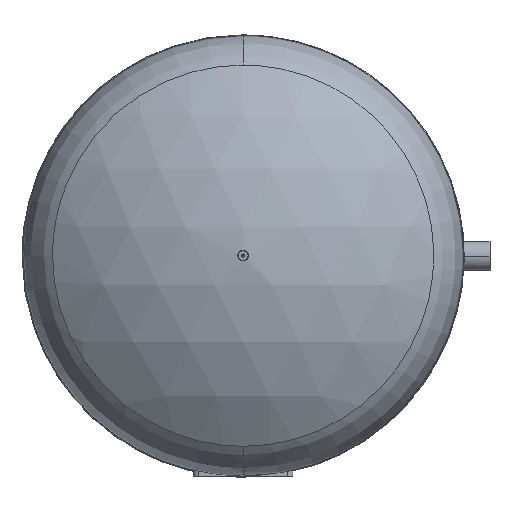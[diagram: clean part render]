
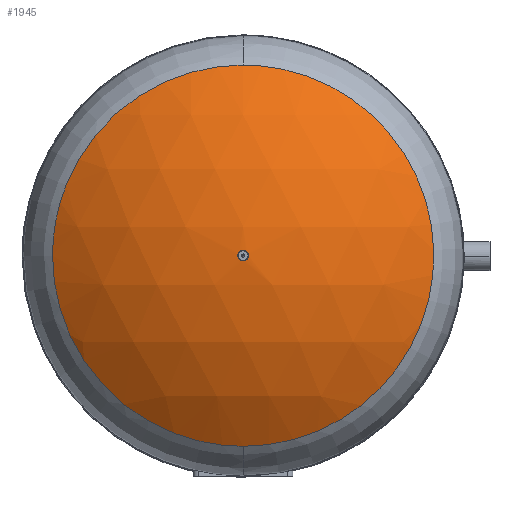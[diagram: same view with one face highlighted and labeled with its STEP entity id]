
A CAD part, top view. The second image highlights one B-rep face of the part: STEP entity #1945.
In plain terms, the highlighted spherical face has radius 302 mm.
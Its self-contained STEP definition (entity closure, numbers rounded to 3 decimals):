
#1567=CARTESIAN_POINT('Vertex',(0.,-4.998,458.959)) ;
#1583=CARTESIAN_POINT('Vertex',(0.,4.998,458.959)) ;
#1587=CARTESIAN_POINT('Control Point',(0.,4.998,458.959)) ;
#1588=CARTESIAN_POINT('Control Point',(-0.881,4.998,458.959)) ;
#1589=CARTESIAN_POINT('Control Point',(-1.762,4.804,458.959)) ;
#1590=CARTESIAN_POINT('Control Point',(-2.586,4.416,458.959)) ;
#1591=CARTESIAN_POINT('Control Point',(-4.006,3.303,458.959)) ;
#1592=CARTESIAN_POINT('Control Point',(-4.828,1.696,458.959)) ;
#1593=CARTESIAN_POINT('Control Point',(-5.052,0.813,458.959)) ;
#1594=CARTESIAN_POINT('Control Point',(-5.11,-1.5,458.959)) ;
#1595=CARTESIAN_POINT('Control Point',(-3.914,-3.569,458.959)) ;
#1596=CARTESIAN_POINT('Control Point',(-2.756,-4.523,458.959)) ;
#1597=CARTESIAN_POINT('Control Point',(-1.378,-4.998,458.959)) ;
#1598=CARTESIAN_POINT('Control Point',(0.,-4.998,458.959)) ;
#1622=CARTESIAN_POINT('Control Point',(0.,-4.998,458.959)) ;
#1623=CARTESIAN_POINT('Control Point',(0.881,-4.998,458.959)) ;
#1624=CARTESIAN_POINT('Control Point',(1.762,-4.804,458.959)) ;
#1625=CARTESIAN_POINT('Control Point',(2.586,-4.416,458.959)) ;
#1626=CARTESIAN_POINT('Control Point',(4.006,-3.303,458.959)) ;
#1627=CARTESIAN_POINT('Control Point',(4.828,-1.696,458.959)) ;
#1628=CARTESIAN_POINT('Control Point',(5.052,-0.813,458.959)) ;
#1629=CARTESIAN_POINT('Control Point',(5.11,1.5,458.959)) ;
#1630=CARTESIAN_POINT('Control Point',(3.914,3.569,458.959)) ;
#1631=CARTESIAN_POINT('Control Point',(2.756,4.523,458.959)) ;
#1632=CARTESIAN_POINT('Control Point',(1.378,4.998,458.959)) ;
#1633=CARTESIAN_POINT('Control Point',(0.,4.998,458.959)) ;
#1825=CARTESIAN_POINT('Vertex',(0.,-177.233,401.525)) ;
#1852=CARTESIAN_POINT('Vertex',(0.,177.233,401.525)) ;
#1856=CARTESIAN_POINT('Control Point',(0.,-177.233,401.525)) ;
#1857=CARTESIAN_POINT('Control Point',(27.84,-177.233,401.525)) ;
#1858=CARTESIAN_POINT('Control Point',(55.679,-171.767,401.525)) ;
#1859=CARTESIAN_POINT('Control Point',(82.086,-160.829,401.525)) ;
#1860=CARTESIAN_POINT('Control Point',(129.188,-129.188,401.525)) ;
#1861=CARTESIAN_POINT('Control Point',(160.829,-82.086,401.525)) ;
#1862=CARTESIAN_POINT('Control Point',(171.767,-55.679,401.525)) ;
#1863=CARTESIAN_POINT('Control Point',(182.699,0.,401.525)) ;
#1864=CARTESIAN_POINT('Control Point',(171.767,55.679,401.525)) ;
#1865=CARTESIAN_POINT('Control Point',(160.829,82.086,401.525)) ;
#1866=CARTESIAN_POINT('Control Point',(129.188,129.188,401.525)) ;
#1867=CARTESIAN_POINT('Control Point',(82.086,160.829,401.525)) ;
#1868=CARTESIAN_POINT('Control Point',(55.679,171.767,401.525)) ;
#1869=CARTESIAN_POINT('Control Point',(27.84,177.233,401.525)) ;
#1870=CARTESIAN_POINT('Control Point',(0.,177.233,401.525)) ;
#1880=CARTESIAN_POINT('Axis2P3D Location',(0.,0.,157.)) ;
#1886=CARTESIAN_POINT('Control Point',(-177.233,0.,401.525)) ;
#1887=CARTESIAN_POINT('Control Point',(-177.233,-8.281,401.525)) ;
#1888=CARTESIAN_POINT('Control Point',(-176.748,-16.787,401.526)) ;
#1889=CARTESIAN_POINT('Control Point',(-175.73,-25.447,401.525)) ;
#1890=CARTESIAN_POINT('Control Point',(-172.551,-42.921,401.522)) ;
#1891=CARTESIAN_POINT('Control Point',(-167.006,-60.412,401.521)) ;
#1892=CARTESIAN_POINT('Control Point',(-163.622,-69.081,401.524)) ;
#1893=CARTESIAN_POINT('Control Point',(-155.542,-86.311,401.524)) ;
#1894=CARTESIAN_POINT('Control Point',(-144.978,-102.648,401.528)) ;
#1895=CARTESIAN_POINT('Control Point',(-139.051,-110.545,401.531)) ;
#1896=CARTESIAN_POINT('Control Point',(-126.861,-124.652,401.519)) ;
#1897=CARTESIAN_POINT('Control Point',(-112.9,-137.029,401.531)) ;
#1898=CARTESIAN_POINT('Control Point',(-106.024,-142.41,401.531)) ;
#1899=CARTESIAN_POINT('Control Point',(-91.863,-152.178,401.518)) ;
#1900=CARTESIAN_POINT('Control Point',(-76.824,-160.036,401.532)) ;
#1901=CARTESIAN_POINT('Control Point',(-69.234,-163.454,401.531)) ;
#1902=CARTESIAN_POINT('Control Point',(-53.211,-169.595,401.518)) ;
#1903=CARTESIAN_POINT('Control Point',(-37.035,-173.632,401.532)) ;
#1904=CARTESIAN_POINT('Control Point',(-28.648,-175.197,401.532)) ;
#1905=CARTESIAN_POINT('Control Point',(-17.835,-176.57,401.523)) ;
#1906=CARTESIAN_POINT('Control Point',(-7.272,-177.109,401.525)) ;
#1907=CARTESIAN_POINT('Control Point',(-4.832,-177.192,401.525)) ;
#1908=CARTESIAN_POINT('Control Point',(-2.407,-177.233,401.525)) ;
#1909=CARTESIAN_POINT('Control Point',(0.,-177.233,401.525)) ;
#1910=CARTESIAN_POINT('Vertex',(-177.233,0.,401.525)) ;
#1914=CARTESIAN_POINT('Control Point',(0.,177.233,401.525)) ;
#1915=CARTESIAN_POINT('Control Point',(-8.078,177.233,401.525)) ;
#1916=CARTESIAN_POINT('Control Point',(-16.355,176.764,401.531)) ;
#1917=CARTESIAN_POINT('Control Point',(-24.767,175.799,401.531)) ;
#1918=CARTESIAN_POINT('Control Point',(-41.026,172.94,401.519)) ;
#1919=CARTESIAN_POINT('Control Point',(-57.363,167.983,401.531)) ;
#1920=CARTESIAN_POINT('Control Point',(-65.118,165.142,401.532)) ;
#1921=CARTESIAN_POINT('Control Point',(-80.543,158.453,401.518)) ;
#1922=CARTESIAN_POINT('Control Point',(-95.308,149.787,401.532)) ;
#1923=CARTESIAN_POINT('Control Point',(-102.517,144.956,401.532)) ;
#1924=CARTESIAN_POINT('Control Point',(-117.585,133.471,401.517)) ;
#1925=CARTESIAN_POINT('Control Point',(-131.021,119.996,401.533)) ;
#1926=CARTESIAN_POINT('Control Point',(-137.738,112.228,401.53)) ;
#1927=CARTESIAN_POINT('Control Point',(-150.323,95.328,401.523)) ;
#1928=CARTESIAN_POINT('Control Point',(-160.097,77.126,401.524)) ;
#1929=CARTESIAN_POINT('Control Point',(-164.355,67.544,401.521)) ;
#1930=CARTESIAN_POINT('Control Point',(-171.34,48.084,401.524)) ;
#1931=CARTESIAN_POINT('Control Point',(-175.346,28.5,401.527)) ;
#1932=CARTESIAN_POINT('Control Point',(-176.627,18.78,401.527)) ;
#1933=CARTESIAN_POINT('Control Point',(-177.233,9.247,401.525)) ;
#1934=CARTESIAN_POINT('Control Point',(-177.233,0.,401.525)) ;
#1881=DIRECTION('Axis2P3D Direction',(0.,-1.,0.)) ;
#1882=DIRECTION('Axis2P3D XDirection',(0.587,0.,-0.81)) ;
#1883=AXIS2_PLACEMENT_3D('Sphere Axis2P3D',#1880,#1881,#1882) ;
#1937=ORIENTED_EDGE('',*,*,#1912,.T.) ;
#1938=ORIENTED_EDGE('',*,*,#1871,.T.) ;
#1939=ORIENTED_EDGE('',*,*,#1935,.T.) ;
#1942=ORIENTED_EDGE('',*,*,#1599,.F.) ;
#1943=ORIENTED_EDGE('',*,*,#1634,.F.) ;
#1944=FACE_BOUND('',#1941,.T.) ;
#1945=ADVANCED_FACE('Solido1',(#1940,#1944),#1884,.T.) ;
#1586=B_SPLINE_CURVE_WITH_KNOTS('',5,(#1587,#1588,#1589,#1590,#1591,#1592,#1593,#1594,#1595,#1596,#1597,#1598),.UNSPECIFIED.,.F.,.U.,(6,3,3,6),(0.,5.927,11.857,21.129),.UNSPECIFIED.) ;
#1621=B_SPLINE_CURVE_WITH_KNOTS('',5,(#1622,#1623,#1624,#1625,#1626,#1627,#1628,#1629,#1630,#1631,#1632,#1633),.UNSPECIFIED.,.F.,.U.,(6,3,3,6),(0.,5.927,11.857,21.129),.UNSPECIFIED.) ;
#1855=B_SPLINE_CURVE_WITH_KNOTS('',5,(#1856,#1857,#1858,#1859,#1860,#1861,#1862,#1863,#1864,#1865,#1866,#1867,#1868,#1869,#1870),.UNSPECIFIED.,.F.,.U.,(6,3,3,3,6),(1.571,2.356,3.142,3.927,4.712),.UNSPECIFIED.) ;
#1885=B_SPLINE_CURVE_WITH_KNOTS('',5,(#1886,#1887,#1888,#1889,#1890,#1891,#1892,#1893,#1894,#1895,#1896,#1897,#1898,#1899,#1900,#1901,#1902,#1903,#1904,#1905,#1906,#1907,#1908,#1909),.UNSPECIFIED.,.F.,.U.,(6,3,3,3,3,3,3,6),(0.,0.259,0.519,0.783,1.017,1.246,1.495,1.571),.UNSPECIFIED.) ;
#1913=B_SPLINE_CURVE_WITH_KNOTS('',5,(#1914,#1915,#1916,#1917,#1918,#1919,#1920,#1921,#1922,#1923,#1924,#1925,#1926,#1927,#1928,#1929,#1930,#1931,#1932,#1933,#1934),.UNSPECIFIED.,.F.,.U.,(6,3,3,3,3,3,6),(4.712,4.966,5.196,5.43,5.704,5.993,6.283),.UNSPECIFIED.) ;
#1599=EDGE_CURVE('',#1584,#1568,#1586,.T.) ;
#1634=EDGE_CURVE('',#1568,#1584,#1621,.T.) ;
#1871=EDGE_CURVE('',#1826,#1853,#1855,.T.) ;
#1912=EDGE_CURVE('',#1911,#1826,#1885,.T.) ;
#1935=EDGE_CURVE('',#1853,#1911,#1913,.T.) ;
#1936=EDGE_LOOP('',(#1937,#1938,#1939)) ;
#1941=EDGE_LOOP('',(#1942,#1943)) ;
#1940=FACE_OUTER_BOUND('',#1936,.T.) ;
#1884=SPHERICAL_SURFACE('',#1883,302.) ;
#1568=VERTEX_POINT('',#1567) ;
#1584=VERTEX_POINT('',#1583) ;
#1826=VERTEX_POINT('',#1825) ;
#1853=VERTEX_POINT('',#1852) ;
#1911=VERTEX_POINT('',#1910) ;
